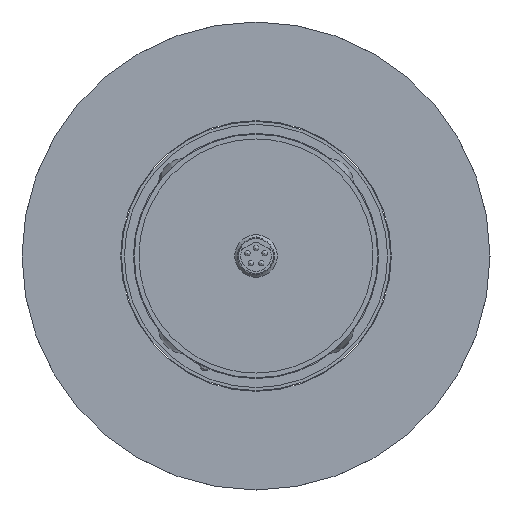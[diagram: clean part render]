
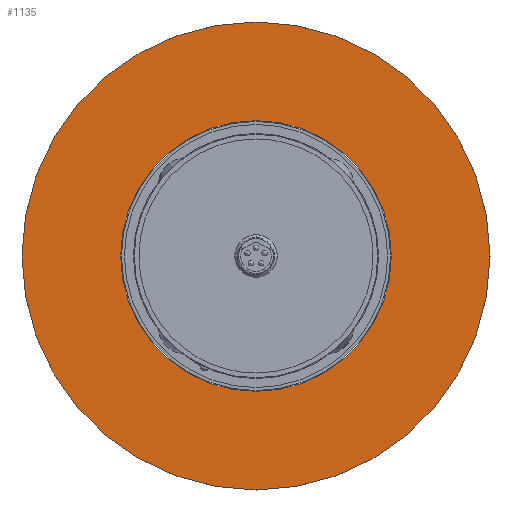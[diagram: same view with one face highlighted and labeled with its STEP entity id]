
A CAD part, front view. The second image highlights one B-rep face of the part: STEP entity #1135.
In plain terms, the highlighted planar face has unit normal (0, -1, 0).
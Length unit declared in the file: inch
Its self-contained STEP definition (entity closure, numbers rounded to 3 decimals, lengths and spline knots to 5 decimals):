
#18 = CARTESIAN_POINT ( 'NONE',  ( 0., 0., 0. ) ) ;
#43 = EDGE_CURVE ( 'NONE', #2478, #3011, #1769, .T. ) ;
#186 = FACE_OUTER_BOUND ( 'NONE', #1938, .T. ) ;
#244 = PLANE ( 'NONE',  #2765 ) ;
#347 = EDGE_LOOP ( 'NONE', ( #1951, #1010 ) ) ;
#471 = AXIS2_PLACEMENT_3D ( 'NONE', #1750, #1251, #1954 ) ;
#622 = CIRCLE ( 'NONE', #471, 1.73215 ) ;
#866 = DIRECTION ( 'NONE',  ( 0., 0., 1. ) ) ;
#895 = CARTESIAN_POINT ( 'NONE',  ( -1.73215, 0., 0. ) ) ;
#942 = DIRECTION ( 'NONE',  ( 0., -1., 0. ) ) ;
#1010 = ORIENTED_EDGE ( 'NONE', *, *, #2827, .T. ) ;
#1015 = VERTEX_POINT ( 'NONE', #1190 ) ;
#1135 = ADVANCED_FACE ( 'NONE', ( #1144, #186 ), #244, .F. ) ;
#1144 = FACE_BOUND ( 'NONE', #347, .T. ) ;
#1156 = AXIS2_PLACEMENT_3D ( 'NONE', #1536, #1772, #2920 ) ;
#1190 = CARTESIAN_POINT ( 'NONE',  ( 0., 0., 1.00197 ) ) ;
#1251 = DIRECTION ( 'NONE',  ( 0., -1., 0. ) ) ;
#1300 = CIRCLE ( 'NONE', #2181, 1.00197 ) ;
#1341 = DIRECTION ( 'NONE',  ( 0., 1., 0. ) ) ;
#1513 = CARTESIAN_POINT ( 'NONE',  ( 0., 0., -1.73215 ) ) ;
#1536 = CARTESIAN_POINT ( 'NONE',  ( 0., 0., 0. ) ) ;
#1668 = AXIS2_PLACEMENT_3D ( 'NONE', #18, #942, #1879 ) ;
#1726 = DIRECTION ( 'NONE',  ( 0., 0., 1. ) ) ;
#1750 = CARTESIAN_POINT ( 'NONE',  ( 0., 0., 0. ) ) ;
#1769 = CIRCLE ( 'NONE', #1668, 1.73215 ) ;
#1772 = DIRECTION ( 'NONE',  ( 0., 1., 0. ) ) ;
#1879 = DIRECTION ( 'NONE',  ( 0., 0., -1. ) ) ;
#1938 = EDGE_LOOP ( 'NONE', ( #3018, #2959 ) ) ;
#1951 = ORIENTED_EDGE ( 'NONE', *, *, #2850, .T. ) ;
#1954 = DIRECTION ( 'NONE',  ( 0., 0., -1. ) ) ;
#2152 = CARTESIAN_POINT ( 'NONE',  ( 0., 0., 0. ) ) ;
#2179 = CARTESIAN_POINT ( 'NONE',  ( 0., 0., -1.00197 ) ) ;
#2181 = AXIS2_PLACEMENT_3D ( 'NONE', #2152, #2956, #1726 ) ;
#2279 = CARTESIAN_POINT ( 'NONE',  ( 0., 0., 1.73215 ) ) ;
#2478 = VERTEX_POINT ( 'NONE', #1513 ) ;
#2611 = EDGE_CURVE ( 'NONE', #3011, #2478, #622, .T. ) ;
#2765 = AXIS2_PLACEMENT_3D ( 'NONE', #895, #1341, #866 ) ;
#2827 = EDGE_CURVE ( 'NONE', #2928, #1015, #1300, .T. ) ;
#2850 = EDGE_CURVE ( 'NONE', #1015, #2928, #3027, .T. ) ;
#2920 = DIRECTION ( 'NONE',  ( 0., 0., 1. ) ) ;
#2928 = VERTEX_POINT ( 'NONE', #2179 ) ;
#2956 = DIRECTION ( 'NONE',  ( 0., 1., 0. ) ) ;
#2959 = ORIENTED_EDGE ( 'NONE', *, *, #43, .T. ) ;
#3011 = VERTEX_POINT ( 'NONE', #2279 ) ;
#3018 = ORIENTED_EDGE ( 'NONE', *, *, #2611, .T. ) ;
#3027 = CIRCLE ( 'NONE', #1156, 1.00197 ) ;
